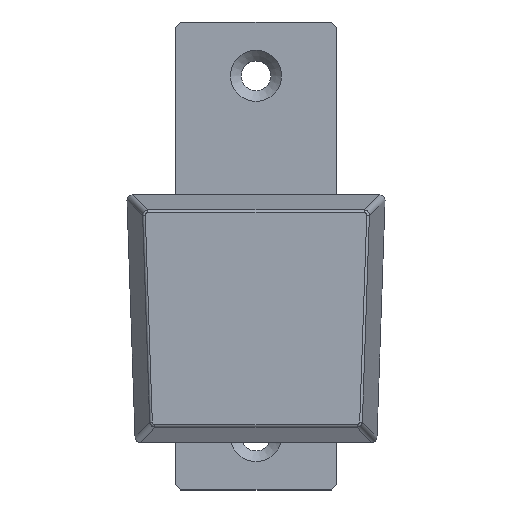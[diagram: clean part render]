
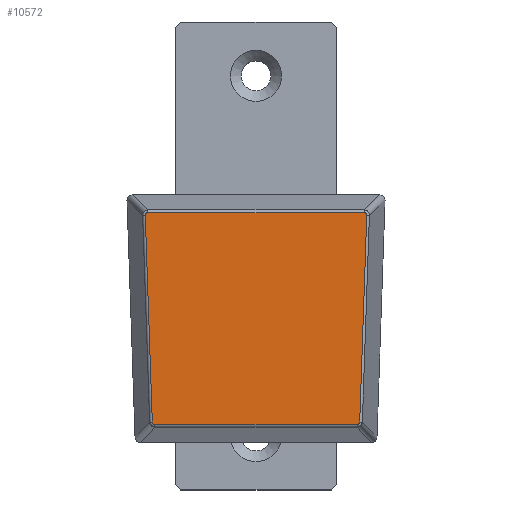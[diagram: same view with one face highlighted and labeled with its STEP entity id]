
A CAD part, top view. The second image highlights one B-rep face of the part: STEP entity #10572.
In plain terms, the highlighted planar face has unit normal (0, 0, 1).
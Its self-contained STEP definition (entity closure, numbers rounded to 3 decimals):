
#160 = CARTESIAN_POINT ( 'NONE',  ( 0., 0., 15. ) ) ;
#403 = CARTESIAN_POINT ( 'NONE',  ( -20.102, 20.488, 15. ) ) ;
#492 = CARTESIAN_POINT ( 'NONE',  ( 18.795, -18.932, 15. ) ) ;
#578 = EDGE_CURVE ( 'NONE', #12953, #6770, #13966, .T. ) ;
#720 = VECTOR ( 'NONE', #5217, 1000. ) ;
#883 = CARTESIAN_POINT ( 'NONE',  ( -19.285, -18.458, 15. ) ) ;
#1263 = ORIENTED_EDGE ( 'NONE', *, *, #5705, .T. ) ;
#1360 = CARTESIAN_POINT ( 'NONE',  ( 20.399, 20.488, 15. ) ) ;
#1480 = CARTESIAN_POINT ( 'NONE',  ( -19.275, -18.739, 15. ) ) ;
#1643 = VECTOR ( 'NONE', #11154, 1000. ) ;
#1699 = ORIENTED_EDGE ( 'NONE', *, *, #12866, .T. ) ;
#1718 = CARTESIAN_POINT ( 'NONE',  ( 19.275, -18.739, 15. ) ) ;
#1760 = LINE ( 'NONE', #1766, #3994 ) ;
#1766 = CARTESIAN_POINT ( 'NONE',  ( -19.288, -18.38, 15. ) ) ;
#1776 = LINE ( 'NONE', #13971, #720 ) ;
#2133 = VERTEX_POINT ( 'NONE', #10335 ) ;
#2268 = VERTEX_POINT ( 'NONE', #3213 ) ;
#2300 = FACE_OUTER_BOUND ( 'NONE', #5392, .T. ) ;
#2461 = CARTESIAN_POINT ( 'NONE',  ( -20.102, 20.488, 15. ) ) ;
#2605 = AXIS2_PLACEMENT_3D ( 'NONE', #160, #10019, #7930 ) ;
#2678 = CARTESIAN_POINT ( 'NONE',  ( 20.602, 20.278, 15. ) ) ;
#2763 = EDGE_CURVE ( 'NONE', #6770, #9921, #13345, .T. ) ;
#2810 = CARTESIAN_POINT ( 'NONE',  ( 20.592, 19.981, 15. ) ) ;
#3213 = CARTESIAN_POINT ( 'NONE',  ( -20.592, 19.981, 15. ) ) ;
#3701 = CARTESIAN_POINT ( 'NONE',  ( -19.077, -18.932, 15. ) ) ;
#3718 =( BOUNDED_CURVE ( )  B_SPLINE_CURVE ( 3, ( #2461, #12320, #11257, #11344 ),
 .UNSPECIFIED., .F., .T. ) 
 B_SPLINE_CURVE_WITH_KNOTS ( ( 4, 4 ),
 ( 2.359, 3.924 ),
 .UNSPECIFIED. ) 
 CURVE ( )  GEOMETRIC_REPRESENTATION_ITEM ( )  RATIONAL_B_SPLINE_CURVE ( ( 1., 0.806, 0.806, 1. ) ) 
 REPRESENTATION_ITEM ( '' )  );
#3886 = CARTESIAN_POINT ( 'NONE',  ( 19.077, -18.932, 15. ) ) ;
#3994 = VECTOR ( 'NONE', #10562, 1000. ) ;
#4726 = VERTEX_POINT ( 'NONE', #883 ) ;
#4975 = CARTESIAN_POINT ( 'NONE',  ( 19.285, -18.458, 15. ) ) ;
#4984 = ORIENTED_EDGE ( 'NONE', *, *, #5188, .T. ) ;
#5070 = CARTESIAN_POINT ( 'NONE',  ( 0., -18.932, 15. ) ) ;
#5188 = EDGE_CURVE ( 'NONE', #7408, #2268, #3718, .T. ) ;
#5217 = DIRECTION ( 'NONE',  ( -1., 0., 0. ) ) ;
#5392 = EDGE_LOOP ( 'NONE', ( #7215, #4984, #1699, #9515, #1263, #8237, #10152, #9568 ) ) ;
#5705 = EDGE_CURVE ( 'NONE', #2133, #12953, #7268, .T. ) ;
#5852 = CARTESIAN_POINT ( 'NONE',  ( -19.285, -18.458, 15. ) ) ;
#5911 = EDGE_CURVE ( 'NONE', #14132, #7408, #1776, .T. ) ;
#5987 = CARTESIAN_POINT ( 'NONE',  ( 20.592, 19.981, 15. ) ) ;
#6182 = EDGE_CURVE ( 'NONE', #4726, #2133, #6878, .T. ) ;
#6229 = DIRECTION ( 'NONE',  ( 1., 0., 0. ) ) ;
#6770 = VERTEX_POINT ( 'NONE', #14027 ) ;
#6878 =( BOUNDED_CURVE ( )  B_SPLINE_CURVE ( 3, ( #5852, #1480, #3701, #11388 ),
 .UNSPECIFIED., .F., .F. ) 
 B_SPLINE_CURVE_WITH_KNOTS ( ( 4, 4 ),
 ( 5.533, 7.033 ),
 .UNSPECIFIED. ) 
 CURVE ( )  GEOMETRIC_REPRESENTATION_ITEM ( )  RATIONAL_B_SPLINE_CURVE ( ( 1., 0.821, 0.821, 1. ) ) 
 REPRESENTATION_ITEM ( '' )  );
#7215 = ORIENTED_EDGE ( 'NONE', *, *, #5911, .T. ) ;
#7268 = LINE ( 'NONE', #5070, #11063 ) ;
#7330 =( BOUNDED_CURVE ( )  B_SPLINE_CURVE ( 3, ( #5987, #2678, #1360, #12379 ),
 .UNSPECIFIED., .F., .F. ) 
 B_SPLINE_CURVE_WITH_KNOTS ( ( 4, 4 ),
 ( 5.501, 7.066 ),
 .UNSPECIFIED. ) 
 CURVE ( )  GEOMETRIC_REPRESENTATION_ITEM ( )  RATIONAL_B_SPLINE_CURVE ( ( 1., 0.806, 0.806, 1. ) ) 
 REPRESENTATION_ITEM ( '' )  );
#7408 = VERTEX_POINT ( 'NONE', #403 ) ;
#7930 = DIRECTION ( 'NONE',  ( -1., 0., 0. ) ) ;
#8237 = ORIENTED_EDGE ( 'NONE', *, *, #578, .T. ) ;
#9335 = CARTESIAN_POINT ( 'NONE',  ( 20.102, 20.488, 15. ) ) ;
#9515 = ORIENTED_EDGE ( 'NONE', *, *, #6182, .T. ) ;
#9568 = ORIENTED_EDGE ( 'NONE', *, *, #10623, .T. ) ;
#9921 = VERTEX_POINT ( 'NONE', #2810 ) ;
#10019 = DIRECTION ( 'NONE',  ( 0., 0., -1. ) ) ;
#10152 = ORIENTED_EDGE ( 'NONE', *, *, #2763, .T. ) ;
#10335 = CARTESIAN_POINT ( 'NONE',  ( -18.795, -18.932, 15. ) ) ;
#10562 = DIRECTION ( 'NONE',  ( 0.034, -0.999, 0. ) ) ;
#10572 = ADVANCED_FACE ( 'NONE', ( #2300 ), #11096, .F. ) ;
#10623 = EDGE_CURVE ( 'NONE', #9921, #14132, #7330, .T. ) ;
#11063 = VECTOR ( 'NONE', #6229, 1000. ) ;
#11096 = PLANE ( 'NONE',  #2605 ) ;
#11154 = DIRECTION ( 'NONE',  ( 0.034, 0.999, 0. ) ) ;
#11257 = CARTESIAN_POINT ( 'NONE',  ( -20.602, 20.278, 15. ) ) ;
#11344 = CARTESIAN_POINT ( 'NONE',  ( -20.592, 19.981, 15. ) ) ;
#11388 = CARTESIAN_POINT ( 'NONE',  ( -18.795, -18.932, 15. ) ) ;
#12039 = CARTESIAN_POINT ( 'NONE',  ( 18.795, -18.932, 15. ) ) ;
#12320 = CARTESIAN_POINT ( 'NONE',  ( -20.399, 20.488, 15. ) ) ;
#12379 = CARTESIAN_POINT ( 'NONE',  ( 20.102, 20.488, 15. ) ) ;
#12866 = EDGE_CURVE ( 'NONE', #2268, #4726, #1760, .T. ) ;
#12953 = VERTEX_POINT ( 'NONE', #12039 ) ;
#13345 = LINE ( 'NONE', #14155, #1643 ) ;
#13966 =( BOUNDED_CURVE ( )  B_SPLINE_CURVE ( 3, ( #492, #3886, #1718, #4975 ),
 .UNSPECIFIED., .F., .F. ) 
 B_SPLINE_CURVE_WITH_KNOTS ( ( 4, 4 ),
 ( 2.392, 3.891 ),
 .UNSPECIFIED. ) 
 CURVE ( )  GEOMETRIC_REPRESENTATION_ITEM ( )  RATIONAL_B_SPLINE_CURVE ( ( 1., 0.821, 0.821, 1. ) ) 
 REPRESENTATION_ITEM ( '' )  );
#13971 = CARTESIAN_POINT ( 'NONE',  ( 0., 20.488, 15. ) ) ;
#14027 = CARTESIAN_POINT ( 'NONE',  ( 19.285, -18.458, 15. ) ) ;
#14132 = VERTEX_POINT ( 'NONE', #9335 ) ;
#14155 = CARTESIAN_POINT ( 'NONE',  ( 19.889, -0.676, 15. ) ) ;
